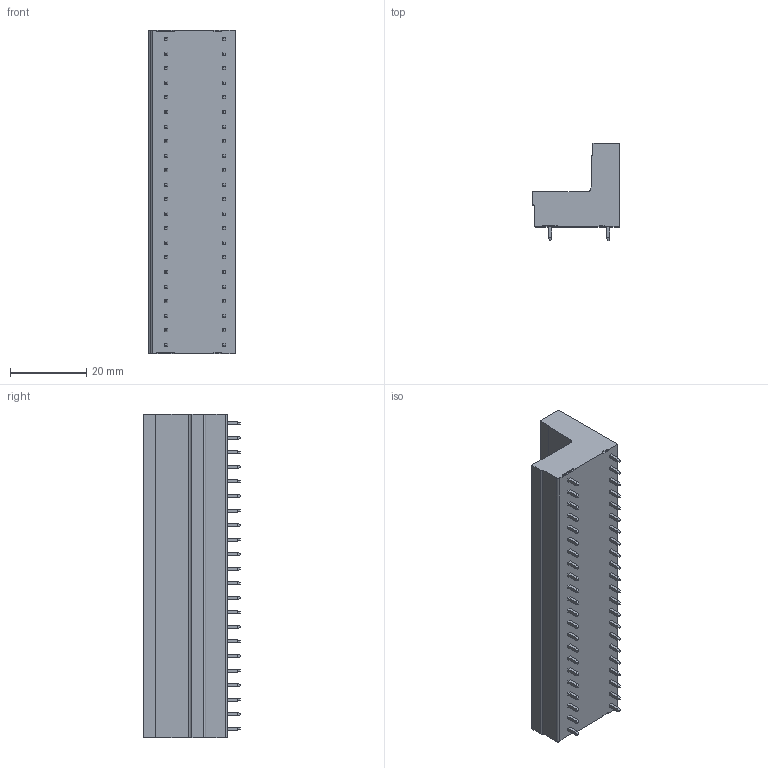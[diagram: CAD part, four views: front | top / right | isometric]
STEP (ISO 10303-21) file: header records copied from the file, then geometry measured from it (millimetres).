
FILE_DESCRIPTION((''),'2;1');
FILE_NAME('TLPHDC-105V-1','2024-09-19T16:15:29',('sheji109'),(''),'CREO PARAMETRIC BY PTC INC, 2018100','CREO PARAMETRIC BY PTC INC, 2018100','');
FILE_SCHEMA(('CONFIG_CONTROL_DESIGN'));
Products named in the file (1): TLPHDC-105V-1
Bounding box: 22.7 x 25.4 x 84.61 mm (x, y, z)
Volume: 19698.6 mm3; surface area: 20028.4 mm2
Topology: 1 solids, 22 shells, 2942 faces, 7585 edges, 4842 vertices
Faces by surface type: plane 2675, cylinder 201, cone 44, sphere 22
Entity records: 87697 total; most frequent: CARTESIAN_POINT 16097, ORIENTED_EDGE 15126, DIRECTION 13876, EDGE_CURVE 7563, VECTOR 6788, LINE 6788, VERTEX_POINT 4842, AXIS2_PLACEMENT_3D 3544
